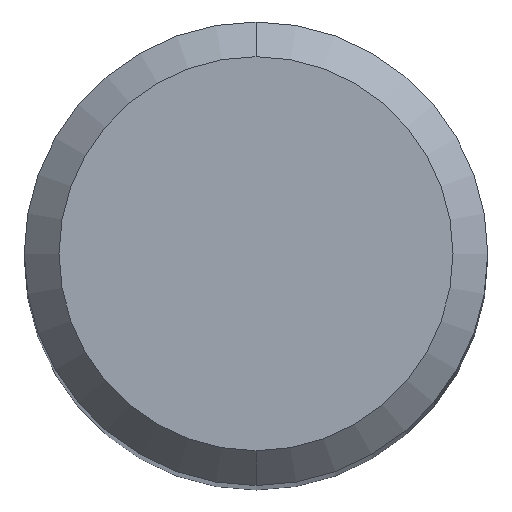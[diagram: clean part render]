
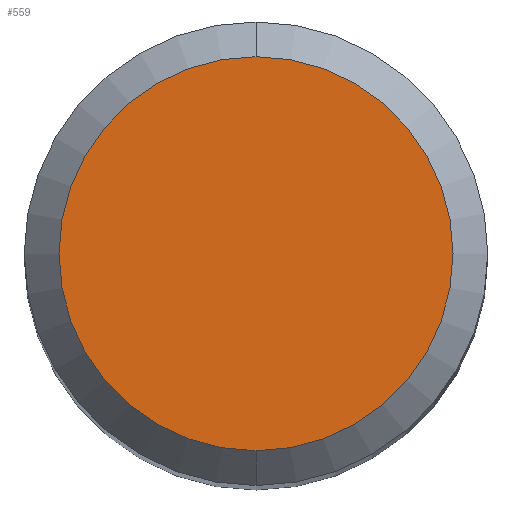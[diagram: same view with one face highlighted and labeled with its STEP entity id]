
A CAD part, top view. The second image highlights one B-rep face of the part: STEP entity #559.
In plain terms, the highlighted planar face has unit normal (0, 0, 1).
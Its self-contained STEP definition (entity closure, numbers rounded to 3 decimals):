
#219=EDGE_CURVE('',#435,#259,#606,.T.);
#259=VERTEX_POINT('',#650);
#383=EDGE_CURVE('',#259,#435,#787,.T.);
#435=VERTEX_POINT('',#843);
#559=ADVANCED_FACE('',(#982),#983,.T.);
#606=CIRCLE('',#1027,1.7);
#650=CARTESIAN_POINT('',(0.,-1.7,0.0));
#787=CIRCLE('',#1382,1.7);
#843=CARTESIAN_POINT('',(0.0,1.7,0.0));
#982=FACE_OUTER_BOUND('',#1729,.T.);
#983=PLANE('',#1730);
#1027=AXIS2_PLACEMENT_3D('',#1775,#1776,#1777);
#1382=AXIS2_PLACEMENT_3D('',#1980,#1981,#1982);
#1729=EDGE_LOOP('',(#2208,#2209));
#1730=AXIS2_PLACEMENT_3D('',#2210,#2211,#2212);
#1775=CARTESIAN_POINT('',(0.0,0.0,0.0));
#1776=DIRECTION('',(0.0,0.0,-1.0));
#1777=DIRECTION('',(0.0,1.0,0.0));
#1980=CARTESIAN_POINT('',(0.0,0.0,0.0));
#1981=DIRECTION('',(0.0,0.0,-1.0));
#1982=DIRECTION('',(0.0,1.0,0.0));
#2208=ORIENTED_EDGE('',*,*,#219,.F.);
#2209=ORIENTED_EDGE('',*,*,#383,.F.);
#2210=CARTESIAN_POINT('',(0.0,0.85,0.0));
#2211=DIRECTION('',(-0.0,0.0,1.0));
#2212=DIRECTION('',(0.0,-1.0,0.0));
